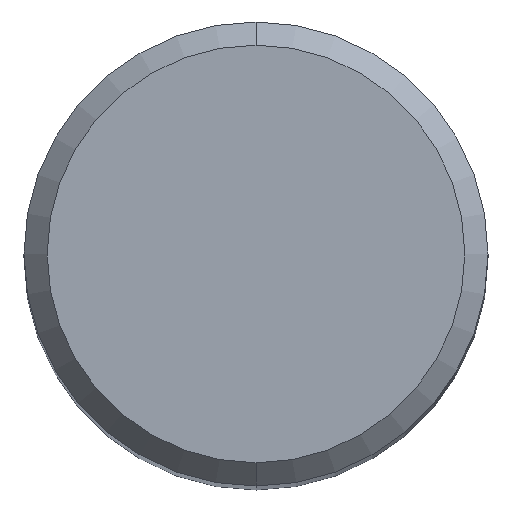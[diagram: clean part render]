
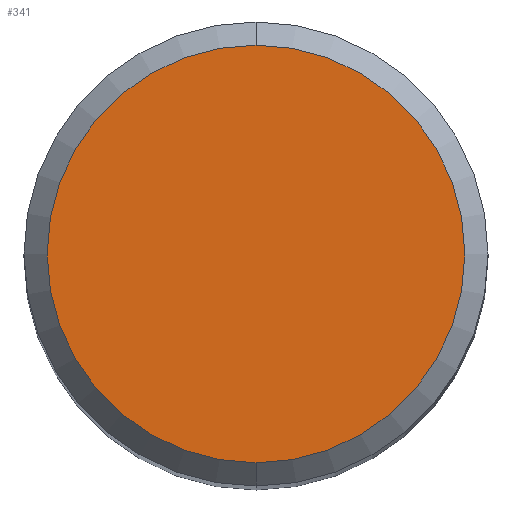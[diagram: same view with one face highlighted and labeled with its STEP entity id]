
A CAD part, top view. The second image highlights one B-rep face of the part: STEP entity #341.
In plain terms, the highlighted planar face has unit normal (0, 0, 1).
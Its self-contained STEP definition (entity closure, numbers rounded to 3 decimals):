
#281=VERTEX_POINT('',#597);
#341=ADVANCED_FACE('',(#663),#664,.T.);
#363=VERTEX_POINT('',#687);
#449=EDGE_CURVE('',#281,#363,#783,.T.);
#451=EDGE_CURVE('',#363,#281,#785,.T.);
#597=CARTESIAN_POINT('',(0.0,3.6,0.0));
#663=FACE_OUTER_BOUND('',#1217,.T.);
#664=PLANE('',#1218);
#687=CARTESIAN_POINT('',(0.,-3.6,0.0));
#783=CIRCLE('',#1435,3.6);
#785=CIRCLE('',#1438,3.6);
#1217=EDGE_LOOP('',(#1647,#1648));
#1218=AXIS2_PLACEMENT_3D('',#1649,#1650,#1651);
#1435=AXIS2_PLACEMENT_3D('',#1786,#1787,#1788);
#1438=AXIS2_PLACEMENT_3D('',#1789,#1790,#1791);
#1647=ORIENTED_EDGE('',*,*,#449,.F.);
#1648=ORIENTED_EDGE('',*,*,#451,.F.);
#1649=CARTESIAN_POINT('',(0.0,1.8,0.0));
#1650=DIRECTION('',(-0.0,0.0,1.0));
#1651=DIRECTION('',(0.0,-1.0,0.0));
#1786=CARTESIAN_POINT('',(0.0,0.0,0.0));
#1787=DIRECTION('',(0.0,0.0,-1.0));
#1788=DIRECTION('',(0.0,1.0,0.0));
#1789=CARTESIAN_POINT('',(0.0,0.0,0.0));
#1790=DIRECTION('',(0.0,0.0,-1.0));
#1791=DIRECTION('',(0.0,1.0,0.0));
